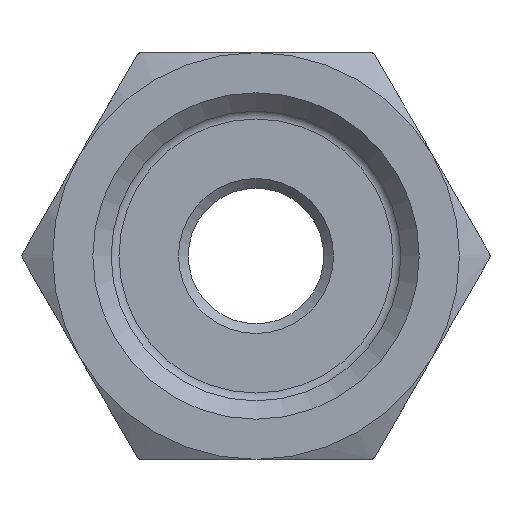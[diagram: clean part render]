
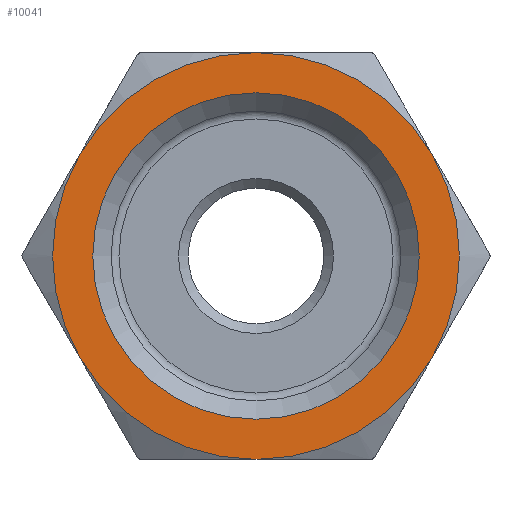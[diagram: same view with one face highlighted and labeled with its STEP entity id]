
A CAD part, left-side view. The second image highlights one B-rep face of the part: STEP entity #10041.
In plain terms, the highlighted planar face has unit normal (-1, 0, 0).
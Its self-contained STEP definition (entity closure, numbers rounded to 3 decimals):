
#175 = AXIS2_PLACEMENT_3D ( 'NONE', #6773, #6769, #6777 ) ;
#549 = AXIS2_PLACEMENT_3D ( 'NONE', #7563, #7618, #7581 ) ;
#563 = CIRCLE ( 'NONE', #590, 10.5 ) ;
#567 = CIRCLE ( 'NONE', #576, 10.5 ) ;
#576 = AXIS2_PLACEMENT_3D ( 'NONE', #7768, #7760, #7736 ) ;
#583 = CIRCLE ( 'NONE', #549, 10.5 ) ;
#585 = CIRCLE ( 'NONE', #597, 10.5 ) ;
#590 = AXIS2_PLACEMENT_3D ( 'NONE', #7501, #7515, #7509 ) ;
#597 = AXIS2_PLACEMENT_3D ( 'NONE', #7531, #7550, #7543 ) ;
#626 = AXIS2_PLACEMENT_3D ( 'NONE', #8043, #8045, #8061 ) ;
#632 = AXIS2_PLACEMENT_3D ( 'NONE', #8014, #7999, #8012 ) ;
#643 = CIRCLE ( 'NONE', #648, 10.5 ) ;
#645 = CIRCLE ( 'NONE', #632, 8.425 ) ;
#648 = AXIS2_PLACEMENT_3D ( 'NONE', #7861, #7862, #7863 ) ;
#650 = CIRCLE ( 'NONE', #626, 10.5 ) ;
#5360 = ORIENTED_EDGE ( 'NONE', *, *, #10483, .F. ) ;
#5377 = ORIENTED_EDGE ( 'NONE', *, *, #10431, .T. ) ;
#5391 = ORIENTED_EDGE ( 'NONE', *, *, #10393, .T. ) ;
#5394 = ORIENTED_EDGE ( 'NONE', *, *, #10456, .T. ) ;
#5411 = ORIENTED_EDGE ( 'NONE', *, *, #10496, .T. ) ;
#5445 = ORIENTED_EDGE ( 'NONE', *, *, #10398, .T. ) ;
#5452 = ORIENTED_EDGE ( 'NONE', *, *, #10384, .T. ) ;
#5622 = CARTESIAN_POINT ( 'NONE',  ( 0., -9.093, 5.25 ) ) ;
#5692 = VERTEX_POINT ( 'NONE', #5701 ) ;
#5701 = CARTESIAN_POINT ( 'NONE',  ( 0., 0., 8.425 ) ) ;
#6135 = CARTESIAN_POINT ( 'NONE',  ( 0., 9.093, -5.25 ) ) ;
#6148 = CARTESIAN_POINT ( 'NONE',  ( 0., 0., -10.5 ) ) ;
#6154 = CARTESIAN_POINT ( 'NONE',  ( 0., 9.093, 5.25 ) ) ;
#6160 = CARTESIAN_POINT ( 'NONE',  ( 0., 0., 10.5 ) ) ;
#6175 = CARTESIAN_POINT ( 'NONE',  ( 0., -9.093, -5.25 ) ) ;
#6767 = FACE_OUTER_BOUND ( 'NONE', #8627, .T. ) ;
#6769 = DIRECTION ( 'NONE',  ( 1., 0., 0. ) ) ;
#6773 = CARTESIAN_POINT ( 'NONE',  ( 0., 0., 0. ) ) ;
#6777 = DIRECTION ( 'NONE',  ( 0., 1., 0. ) ) ;
#6778 = FACE_BOUND ( 'NONE', #8535, .T. ) ;
#6779 = PLANE ( 'NONE',  #175 ) ;
#7501 = CARTESIAN_POINT ( 'NONE',  ( 0., 0., 0. ) ) ;
#7509 = DIRECTION ( 'NONE',  ( 0., 0., -1. ) ) ;
#7515 = DIRECTION ( 'NONE',  ( -1., 0., 0. ) ) ;
#7531 = CARTESIAN_POINT ( 'NONE',  ( 0., 0., 0. ) ) ;
#7543 = DIRECTION ( 'NONE',  ( 0., 0., -1. ) ) ;
#7550 = DIRECTION ( 'NONE',  ( -1., 0., 0. ) ) ;
#7563 = CARTESIAN_POINT ( 'NONE',  ( 0., 0., 0. ) ) ;
#7581 = DIRECTION ( 'NONE',  ( 0., 0., -1. ) ) ;
#7618 = DIRECTION ( 'NONE',  ( -1., 0., 0. ) ) ;
#7736 = DIRECTION ( 'NONE',  ( 0., 0., -1. ) ) ;
#7760 = DIRECTION ( 'NONE',  ( -1., 0., 0. ) ) ;
#7768 = CARTESIAN_POINT ( 'NONE',  ( 0., 0., 0. ) ) ;
#7861 = CARTESIAN_POINT ( 'NONE',  ( 0., 0., 0. ) ) ;
#7862 = DIRECTION ( 'NONE',  ( -1., 0., 0. ) ) ;
#7863 = DIRECTION ( 'NONE',  ( 0., 0., -1. ) ) ;
#7999 = DIRECTION ( 'NONE',  ( -1., 0., 0. ) ) ;
#8012 = DIRECTION ( 'NONE',  ( 0., 0., 1. ) ) ;
#8014 = CARTESIAN_POINT ( 'NONE',  ( 0., 0., 0. ) ) ;
#8043 = CARTESIAN_POINT ( 'NONE',  ( 0., 0., 0. ) ) ;
#8045 = DIRECTION ( 'NONE',  ( -1., 0., 0. ) ) ;
#8061 = DIRECTION ( 'NONE',  ( 0., 0., -1. ) ) ;
#8535 = EDGE_LOOP ( 'NONE', ( #5360 ) ) ;
#8627 = EDGE_LOOP ( 'NONE', ( #5452, #5391, #5394, #5377, #5445, #5411 ) ) ;
#10041 = ADVANCED_FACE ( 'NONE', ( #6767, #6778 ), #6779, .F. ) ;
#10384 = EDGE_CURVE ( 'NONE', #11937, #11951, #563, .T. ) ;
#10393 = EDGE_CURVE ( 'NONE', #11951, #11952, #585, .T. ) ;
#10398 = EDGE_CURVE ( 'NONE', #11982, #11953, #583, .T. ) ;
#10431 = EDGE_CURVE ( 'NONE', #11972, #11982, #567, .T. ) ;
#10456 = EDGE_CURVE ( 'NONE', #11952, #11972, #643, .T. ) ;
#10483 = EDGE_CURVE ( 'NONE', #5692, #5692, #645, .T. ) ;
#10496 = EDGE_CURVE ( 'NONE', #11953, #11937, #650, .T. ) ;
#11937 = VERTEX_POINT ( 'NONE', #6154 ) ;
#11951 = VERTEX_POINT ( 'NONE', #6135 ) ;
#11952 = VERTEX_POINT ( 'NONE', #6148 ) ;
#11953 = VERTEX_POINT ( 'NONE', #6160 ) ;
#11972 = VERTEX_POINT ( 'NONE', #6175 ) ;
#11982 = VERTEX_POINT ( 'NONE', #5622 ) ;
